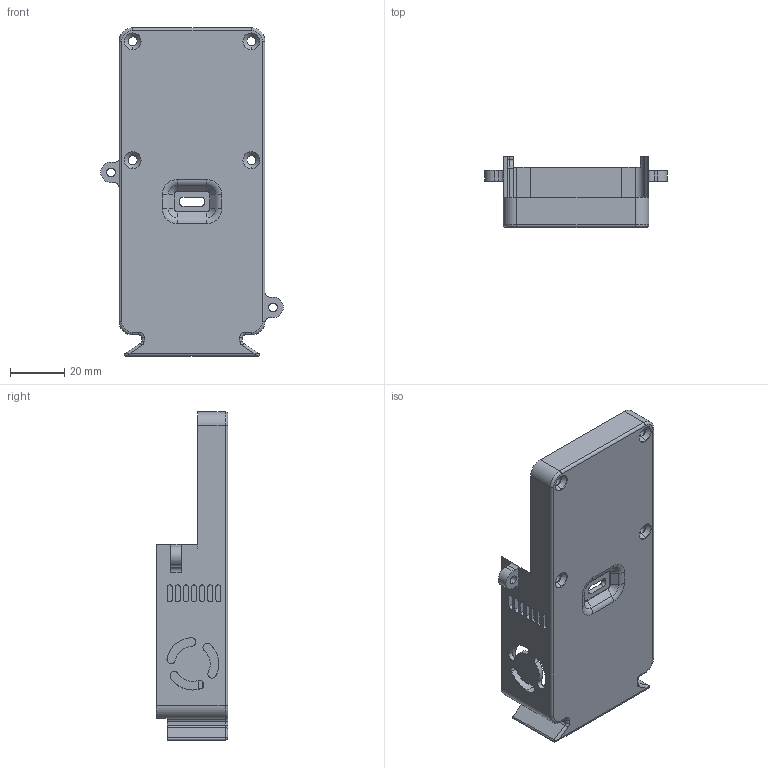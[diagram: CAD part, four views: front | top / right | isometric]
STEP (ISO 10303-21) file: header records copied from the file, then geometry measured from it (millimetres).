
FILE_DESCRIPTION (( 'STEP AP214' ), '1' );
FILE_NAME ('Owl_2.0_component_case_V2.4.4.STEP', '2024-09-23T06:06:25', ( '' ), ( '' ), 'SwSTEP 2.0', 'SolidWorks 2022', '' );
FILE_SCHEMA (( 'AUTOMOTIVE_DESIGN' ));
Length unit declared in the file: millimetre
Products named in the file (1): Owl_2.0_component_case_V2.4.4
Bounding box: 67.6 x 26.5 x 121.55 mm (x, y, z)
Volume: 25970.8 mm3; surface area: 27328.9 mm2
Topology: 1 solids, 1 shells, 292 faces, 776 edges, 487 vertices
Faces by surface type: cylinder 125, plane 98, cone 32, torus 26, bspline 10, sphere 1
Entity records: 9577 total; most frequent: CARTESIAN_POINT 2101, DIRECTION 1627, ORIENTED_EDGE 1544, EDGE_CURVE 772, AXIS2_PLACEMENT_3D 608, VERTEX_POINT 486, LINE 411, VECTOR 411
